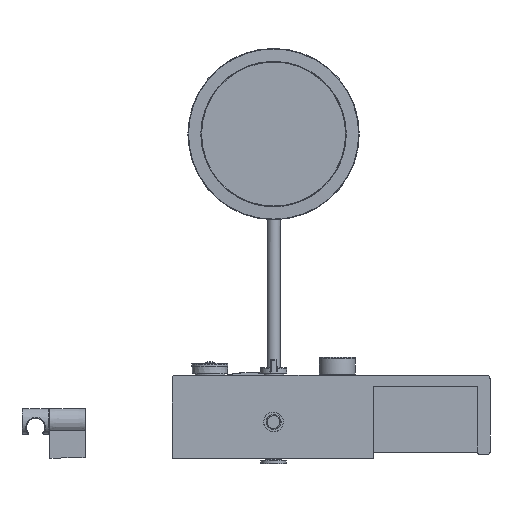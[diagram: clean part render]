
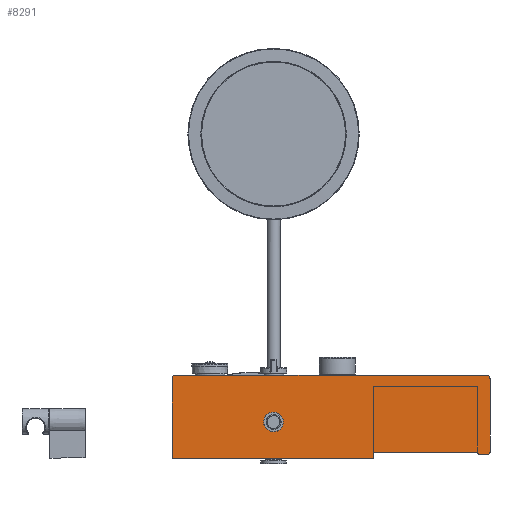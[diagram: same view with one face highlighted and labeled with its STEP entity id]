
A CAD part, front view. The second image highlights one B-rep face of the part: STEP entity #8291.
In plain terms, the highlighted planar face has unit normal (0, -1, 0).
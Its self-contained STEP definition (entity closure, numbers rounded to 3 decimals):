
#6 = DIRECTION ( 'NONE',  ( 0., -1., 0. ) ) ;
#351 = VECTOR ( 'NONE', #15783, 1000. ) ;
#410 = LINE ( 'NONE', #6043, #351 ) ;
#423 = CARTESIAN_POINT ( 'NONE',  ( 216.746, -587.007, 10.592 ) ) ;
#634 = LINE ( 'NONE', #18386, #655 ) ;
#655 = VECTOR ( 'NONE', #7053, 1000. ) ;
#842 = AXIS2_PLACEMENT_3D ( 'NONE', #4675, #19259, #9570 ) ;
#854 = CARTESIAN_POINT ( 'NONE',  ( 233.922, -587.007, 113.665 ) ) ;
#1834 = CARTESIAN_POINT ( 'NONE',  ( -207.744, -587.007, 118.665 ) ) ;
#1865 = DIRECTION ( 'NONE',  ( 0., 0., 1. ) ) ;
#1927 = VERTEX_POINT ( 'NONE', #11992 ) ;
#2144 = VERTEX_POINT ( 'NONE', #2683 ) ;
#2683 = CARTESIAN_POINT ( 'NONE',  ( -207.744, -587.007, 113.665 ) ) ;
#2807 = CARTESIAN_POINT ( 'NONE',  ( 233.922, -587.007, 118.665 ) ) ;
#2823 = CARTESIAN_POINT ( 'NONE',  ( 228.922, -587.007, 113.665 ) ) ;
#2903 = CARTESIAN_POINT ( 'NONE',  ( -202.744, -587.007, 118.665 ) ) ;
#2919 = VERTEX_POINT ( 'NONE', #423 ) ;
#3774 = CARTESIAN_POINT ( 'NONE',  ( 233.922, -587.007, 11.714 ) ) ;
#4009 = CARTESIAN_POINT ( 'NONE',  ( 230.922, -587.007, 8.714 ) ) ;
#4304 = DIRECTION ( 'NONE',  ( -1., 0., 0. ) ) ;
#4461 = DIRECTION ( 'NONE',  ( 0., 0., -1. ) ) ;
#4605 = EDGE_CURVE ( 'NONE', #8901, #1927, #634, .T. ) ;
#4675 = CARTESIAN_POINT ( 'NONE',  ( 0.125, -587.007, 2.573 ) ) ;
#4864 = EDGE_CURVE ( 'NONE', #13547, #8901, #410, .T. ) ;
#5858 = VERTEX_POINT ( 'NONE', #2903 ) ;
#5859 = DIRECTION ( 'NONE',  ( 0., -1., 0. ) ) ;
#5986 = CARTESIAN_POINT ( 'NONE',  ( -202.744, -587.007, 113.665 ) ) ;
#6043 = CARTESIAN_POINT ( 'NONE',  ( 71.93, -587.007, 2.573 ) ) ;
#6144 = DIRECTION ( 'NONE',  ( 0., 0., -1. ) ) ;
#6485 = EDGE_CURVE ( 'NONE', #1927, #2144, #19318, .T. ) ;
#6733 = VERTEX_POINT ( 'NONE', #3774 ) ;
#6764 = ORIENTED_EDGE ( 'NONE', *, *, #10866, .F. ) ;
#7053 = DIRECTION ( 'NONE',  ( -1., 0., 0. ) ) ;
#7153 = CARTESIAN_POINT ( 'NONE',  ( 71.93, -587.007, 2.573 ) ) ;
#7316 = EDGE_CURVE ( 'NONE', #5858, #2144, #18450, .T. ) ;
#7320 = EDGE_LOOP ( 'NONE', ( #11774, #19084, #6764, #14746, #12074, #10026, #17814, #12593, #13345, #20897, #8759 ) ) ;
#7625 = DIRECTION ( 'NONE',  ( 0., 0., -1. ) ) ;
#7634 = EDGE_CURVE ( 'NONE', #5858, #14473, #18038, .T. ) ;
#8291 = ADVANCED_FACE ( 'NONE', ( #17219 ), #17651, .T. ) ;
#8650 = VERTEX_POINT ( 'NONE', #4009 ) ;
#8759 = ORIENTED_EDGE ( 'NONE', *, *, #4864, .F. ) ;
#8901 = VERTEX_POINT ( 'NONE', #7153 ) ;
#9526 = EDGE_CURVE ( 'NONE', #13607, #14473, #15710, .T. ) ;
#9570 = DIRECTION ( 'NONE',  ( 0., 0., -1. ) ) ;
#9744 = CARTESIAN_POINT ( 'NONE',  ( 230.922, -587.007, 11.714 ) ) ;
#9985 = AXIS2_PLACEMENT_3D ( 'NONE', #9744, #6, #11383 ) ;
#10026 = ORIENTED_EDGE ( 'NONE', *, *, #9526, .T. ) ;
#10316 = DIRECTION ( 'NONE',  ( 1., 0., 0. ) ) ;
#10341 = EDGE_CURVE ( 'NONE', #13607, #6733, #14690, .T. ) ;
#10866 = EDGE_CURVE ( 'NONE', #8650, #20411, #14080, .T. ) ;
#11141 = EDGE_CURVE ( 'NONE', #8650, #6733, #13836, .T. ) ;
#11383 = DIRECTION ( 'NONE',  ( 0., 0., -1. ) ) ;
#11602 = CARTESIAN_POINT ( 'NONE',  ( -207.744, -587.007, 118.665 ) ) ;
#11666 = EDGE_CURVE ( 'NONE', #2919, #20411, #13262, .T. ) ;
#11774 = ORIENTED_EDGE ( 'NONE', *, *, #12919, .T. ) ;
#11931 = LINE ( 'NONE', #13516, #11970 ) ;
#11970 = VECTOR ( 'NONE', #10316, 1000. ) ;
#11992 = CARTESIAN_POINT ( 'NONE',  ( -207.744, -587.007, 2.573 ) ) ;
#12074 = ORIENTED_EDGE ( 'NONE', *, *, #10341, .F. ) ;
#12110 = CARTESIAN_POINT ( 'NONE',  ( 219.529, -587.007, 8.714 ) ) ;
#12593 = ORIENTED_EDGE ( 'NONE', *, *, #7316, .T. ) ;
#12854 = AXIS2_PLACEMENT_3D ( 'NONE', #15601, #5859, #17206 ) ;
#12919 = EDGE_CURVE ( 'NONE', #13547, #2919, #11931, .T. ) ;
#13262 = CIRCLE ( 'NONE', #12854, 3. ) ;
#13345 = ORIENTED_EDGE ( 'NONE', *, *, #6485, .F. ) ;
#13516 = CARTESIAN_POINT ( 'NONE',  ( 61.451, -587.007, 10.592 ) ) ;
#13547 = VERTEX_POINT ( 'NONE', #17034 ) ;
#13607 = VERTEX_POINT ( 'NONE', #854 ) ;
#13836 = CIRCLE ( 'NONE', #9985, 3. ) ;
#13976 = CARTESIAN_POINT ( 'NONE',  ( 233.922, -587.007, 8.714 ) ) ;
#14045 = VECTOR ( 'NONE', #4304, 1000. ) ;
#14080 = LINE ( 'NONE', #13976, #14045 ) ;
#14197 = DIRECTION ( 'NONE',  ( 0., -1., 0. ) ) ;
#14473 = VERTEX_POINT ( 'NONE', #14924 ) ;
#14648 = VECTOR ( 'NONE', #6144, 1000. ) ;
#14690 = LINE ( 'NONE', #2807, #14648 ) ;
#14746 = ORIENTED_EDGE ( 'NONE', *, *, #11141, .T. ) ;
#14876 = AXIS2_PLACEMENT_3D ( 'NONE', #2823, #14197, #4461 ) ;
#14924 = CARTESIAN_POINT ( 'NONE',  ( 228.922, -587.007, 118.665 ) ) ;
#15601 = CARTESIAN_POINT ( 'NONE',  ( 219.529, -587.007, 11.714 ) ) ;
#15710 = CIRCLE ( 'NONE', #14876, 5. ) ;
#15783 = DIRECTION ( 'NONE',  ( 0., 0., -1. ) ) ;
#16490 = DIRECTION ( 'NONE',  ( 1., 0., 0. ) ) ;
#17034 = CARTESIAN_POINT ( 'NONE',  ( 71.93, -587.007, 10.592 ) ) ;
#17206 = DIRECTION ( 'NONE',  ( 0., 0., -1. ) ) ;
#17219 = FACE_OUTER_BOUND ( 'NONE', #7320, .T. ) ;
#17333 = DIRECTION ( 'NONE',  ( 0., -1., 0. ) ) ;
#17651 = PLANE ( 'NONE',  #842 ) ;
#17814 = ORIENTED_EDGE ( 'NONE', *, *, #7634, .F. ) ;
#18038 = LINE ( 'NONE', #1834, #18059 ) ;
#18059 = VECTOR ( 'NONE', #16490, 1000. ) ;
#18386 = CARTESIAN_POINT ( 'NONE',  ( -207.744, -587.007, 2.573 ) ) ;
#18438 = AXIS2_PLACEMENT_3D ( 'NONE', #5986, #17333, #7625 ) ;
#18450 = CIRCLE ( 'NONE', #18438, 5. ) ;
#19084 = ORIENTED_EDGE ( 'NONE', *, *, #11666, .T. ) ;
#19259 = DIRECTION ( 'NONE',  ( 0., -1., 0. ) ) ;
#19318 = LINE ( 'NONE', #11602, #19433 ) ;
#19433 = VECTOR ( 'NONE', #1865, 1000. ) ;
#20411 = VERTEX_POINT ( 'NONE', #12110 ) ;
#20897 = ORIENTED_EDGE ( 'NONE', *, *, #4605, .F. ) ;
